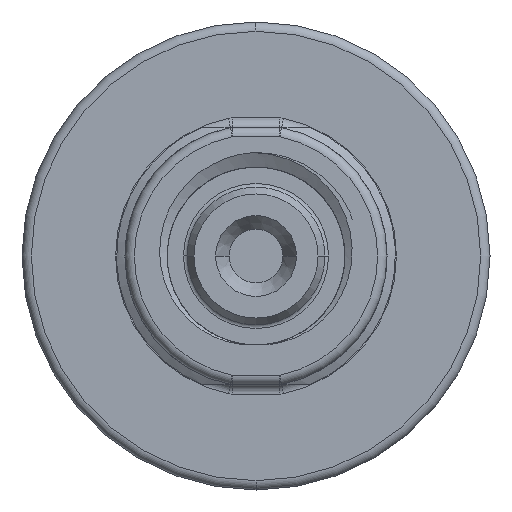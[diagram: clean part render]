
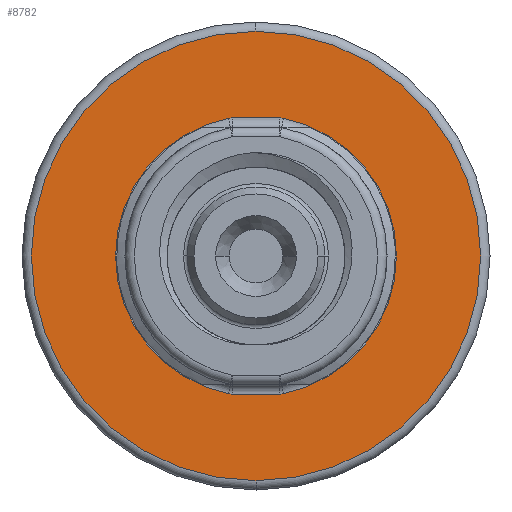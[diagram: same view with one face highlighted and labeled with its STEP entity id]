
A CAD part, front view. The second image highlights one B-rep face of the part: STEP entity #8782.
In plain terms, the highlighted planar face has unit normal (0, -1, 0).
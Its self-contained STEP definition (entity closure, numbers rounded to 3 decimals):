
#2319=CARTESIAN_POINT('',(0.,-3.,0.));
#2320=DIRECTION('',(0.,1.,0.));
#2321=DIRECTION('',(0.,0.,-1.));
#2322=AXIS2_PLACEMENT_3D('',#2319,#2320,#2321);
#2324=CARTESIAN_POINT('',(0.,-3.,0.));
#2325=DIRECTION('',(0.,1.,0.));
#2326=DIRECTION('',(0.,0.,1.));
#2327=AXIS2_PLACEMENT_3D('',#2324,#2325,#2326);
#2329=CARTESIAN_POINT('',(0.,-3.,0.));
#2330=DIRECTION('',(0.,-1.,0.));
#2331=DIRECTION('',(-0.195,0.,0.981));
#2332=AXIS2_PLACEMENT_3D('',#2329,#2330,#2331);
#2334=CARTESIAN_POINT('',(-2.537,-3.,-12.75));
#2335=DIRECTION('',(0.,-1.,0.));
#2336=DIRECTION('',(-0.195,0.,-0.981));
#2337=AXIS2_PLACEMENT_3D('',#2334,#2335,#2336);
#2339=DIRECTION('',(1.,0.,0.));
#2340=VECTOR('',#2339,5.074);
#2341=CARTESIAN_POINT('',(-2.537,-3.,-14.75));
#2342=LINE('',#2341,#2340);
#2343=CARTESIAN_POINT('',(2.537,-3.,-12.75));
#2344=DIRECTION('',(0.,-1.,0.));
#2345=DIRECTION('',(0.,0.,-1.));
#2346=AXIS2_PLACEMENT_3D('',#2343,#2344,#2345);
#2348=CARTESIAN_POINT('',(0.,-3.,0.));
#2349=DIRECTION('',(0.,-1.,0.));
#2350=DIRECTION('',(0.195,0.,-0.981));
#2351=AXIS2_PLACEMENT_3D('',#2348,#2349,#2350);
#2353=CARTESIAN_POINT('',(2.537,-3.,12.75));
#2354=DIRECTION('',(0.,-1.,0.));
#2355=DIRECTION('',(0.195,0.,0.981));
#2356=AXIS2_PLACEMENT_3D('',#2353,#2354,#2355);
#2358=DIRECTION('',(-1.,0.,0.));
#2359=VECTOR('',#2358,5.074);
#2360=CARTESIAN_POINT('',(2.537,-3.,14.75));
#2361=LINE('',#2360,#2359);
#2362=CARTESIAN_POINT('',(-2.537,-3.,12.75));
#2363=DIRECTION('',(0.,-1.,0.));
#2364=DIRECTION('',(0.,0.,1.));
#2365=AXIS2_PLACEMENT_3D('',#2362,#2363,#2364);
#5499=CARTESIAN_POINT('',(-2.928,-3.,14.712));
#5500=CARTESIAN_POINT('',(-2.928,-3.,-14.712));
#5501=VERTEX_POINT('',#5499);
#5502=VERTEX_POINT('',#5500);
#5507=CARTESIAN_POINT('',(2.928,-3.,-14.712));
#5508=CARTESIAN_POINT('',(2.928,-3.,14.712));
#5509=VERTEX_POINT('',#5507);
#5510=VERTEX_POINT('',#5508);
#5519=CARTESIAN_POINT('',(0.,-3.,-24.));
#5520=CARTESIAN_POINT('',(0.,-3.,24.));
#5521=VERTEX_POINT('',#5519);
#5522=VERTEX_POINT('',#5520);
#5738=CARTESIAN_POINT('',(-2.537,-3.,-14.75));
#5739=CARTESIAN_POINT('',(2.537,-3.,-14.75));
#5740=VERTEX_POINT('',#5738);
#5741=VERTEX_POINT('',#5739);
#5742=CARTESIAN_POINT('',(2.537,-3.,14.75));
#5743=CARTESIAN_POINT('',(-2.537,-3.,14.75));
#5744=VERTEX_POINT('',#5742);
#5745=VERTEX_POINT('',#5743);
#8754=CARTESIAN_POINT('',(0.,-3.,0.));
#8755=DIRECTION('',(0.,-1.,0.));
#8756=DIRECTION('',(0.,0.,1.));
#8757=AXIS2_PLACEMENT_3D('',#8754,#8755,#8756);
#8758=PLANE('',#8757);
#8760=ORIENTED_EDGE('',*,*,#8759,.T.);
#8762=ORIENTED_EDGE('',*,*,#8761,.T.);
#8763=EDGE_LOOP('',(#8760,#8762));
#8764=FACE_OUTER_BOUND('',#8763,.F.);
#8765=ORIENTED_EDGE('',*,*,#8737,.T.);
#8767=ORIENTED_EDGE('',*,*,#8766,.T.);
#8769=ORIENTED_EDGE('',*,*,#8768,.T.);
#8771=ORIENTED_EDGE('',*,*,#8770,.T.);
#8773=ORIENTED_EDGE('',*,*,#8772,.T.);
#8775=ORIENTED_EDGE('',*,*,#8774,.T.);
#8777=ORIENTED_EDGE('',*,*,#8776,.T.);
#8779=ORIENTED_EDGE('',*,*,#8778,.T.);
#8780=EDGE_LOOP('',(#8765,#8767,#8769,#8771,#8773,#8775,#8777,#8779));
#8781=FACE_BOUND('',#8780,.F.);
#8782=ADVANCED_FACE('',(#8764,#8781),#8758,.T.);
#2323=CIRCLE('',#2322,24.);
#2328=CIRCLE('',#2327,24.);
#2333=CIRCLE('',#2332,15.);
#2338=CIRCLE('',#2337,2.);
#2347=CIRCLE('',#2346,2.);
#2352=CIRCLE('',#2351,15.);
#2357=CIRCLE('',#2356,2.);
#2366=CIRCLE('',#2365,2.);
#8737=EDGE_CURVE('',#5501,#5502,#2333,.T.);
#8759=EDGE_CURVE('',#5521,#5522,#2323,.T.);
#8761=EDGE_CURVE('',#5522,#5521,#2328,.T.);
#8766=EDGE_CURVE('',#5502,#5740,#2338,.T.);
#8768=EDGE_CURVE('',#5740,#5741,#2342,.T.);
#8770=EDGE_CURVE('',#5741,#5509,#2347,.T.);
#8772=EDGE_CURVE('',#5509,#5510,#2352,.T.);
#8774=EDGE_CURVE('',#5510,#5744,#2357,.T.);
#8776=EDGE_CURVE('',#5744,#5745,#2361,.T.);
#8778=EDGE_CURVE('',#5745,#5501,#2366,.T.);
